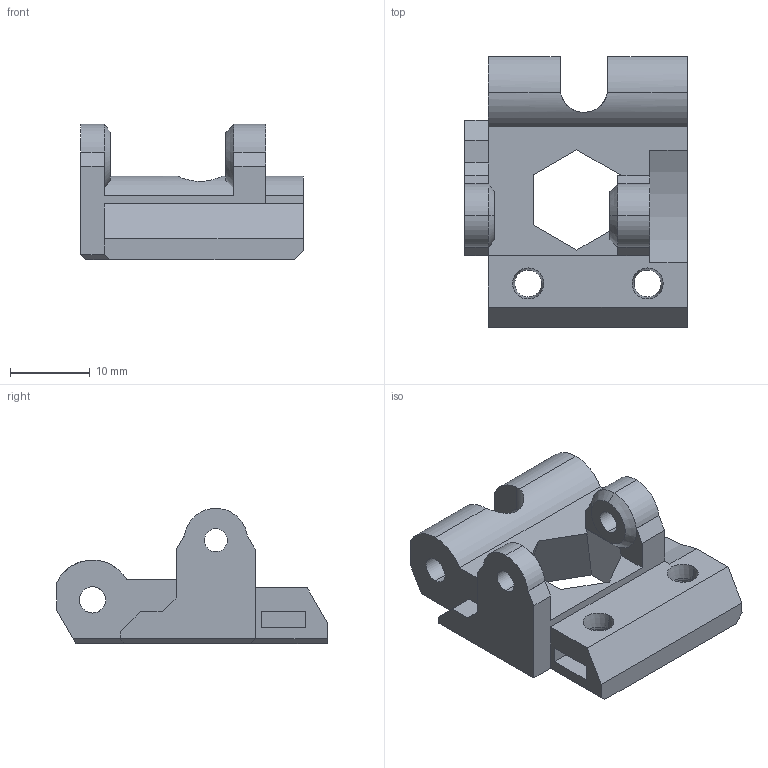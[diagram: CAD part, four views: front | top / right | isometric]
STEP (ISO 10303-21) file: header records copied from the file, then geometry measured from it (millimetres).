
FILE_DESCRIPTION (( 'STEP AP214' ), '1' );
FILE_NAME ('extruder-idler(R2).STEP', '2018-02-12T20:17:27', ( '' ), ( '' ), 'SwSTEP 2.0', 'SolidWorks 2017', '' );
FILE_SCHEMA (( 'AUTOMOTIVE_DESIGN' ));
Length unit declared in the file: millimetre
Products named in the file (1): extruder-idler(R2)
Bounding box: 28 x 34 x 17 mm (x, y, z)
Volume: 5407.6 mm3; surface area: 3842 mm2
Topology: 1 solids, 3 shells, 139 faces, 377 edges, 241 vertices
Faces by surface type: plane 102, cylinder 25, cone 12
Entity records: 4467 total; most frequent: CARTESIAN_POINT 867, ORIENTED_EDGE 754, DIRECTION 715, EDGE_CURVE 377, VECTOR 301, LINE 301, VERTEX_POINT 241, AXIS2_PLACEMENT_3D 207
